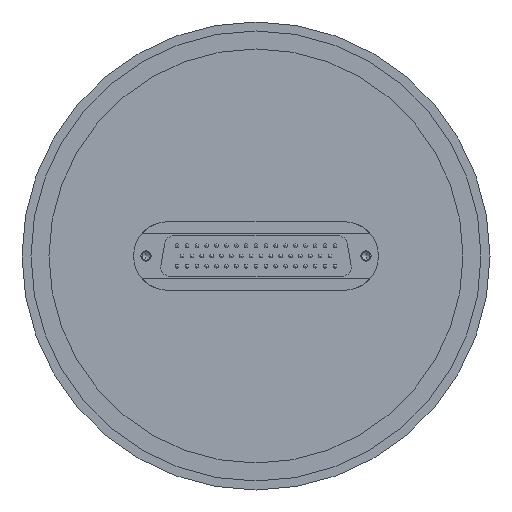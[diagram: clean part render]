
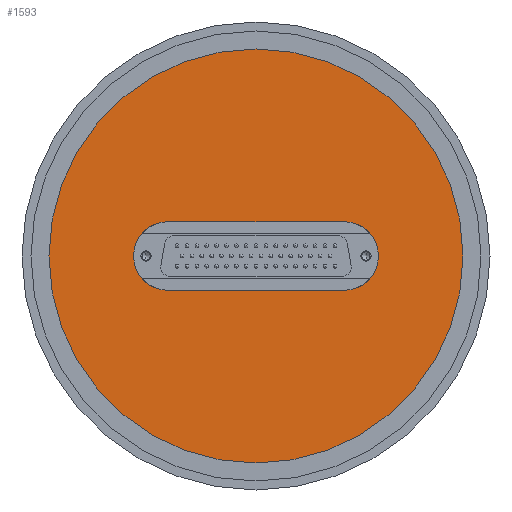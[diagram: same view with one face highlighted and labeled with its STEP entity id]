
A CAD part, front view. The second image highlights one B-rep face of the part: STEP entity #1593.
In plain terms, the highlighted planar face has unit normal (0, -1, 0).
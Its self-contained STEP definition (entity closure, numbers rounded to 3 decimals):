
#4 = FACE_BOUND ( 'NONE', #2629, .T. ) ;
#77 = EDGE_CURVE ( 'NONE', #3864, #4043, #1071, .T. ) ;
#227 = DIRECTION ( 'NONE',  ( 0., 0., -1. ) ) ;
#307 = EDGE_CURVE ( 'NONE', #990, #1745, #1866, .T. ) ;
#405 = CARTESIAN_POINT ( 'NONE',  ( 0., -12., 0. ) ) ;
#524 = FACE_OUTER_BOUND ( 'NONE', #1972, .T. ) ;
#819 = EDGE_CURVE ( 'NONE', #3531, #3864, #3758, .T. ) ;
#891 = VERTEX_POINT ( 'NONE', #1547 ) ;
#990 = VERTEX_POINT ( 'NONE', #1875 ) ;
#1051 = AXIS2_PLACEMENT_3D ( 'NONE', #405, #7314, #6151 ) ;
#1071 = LINE ( 'NONE', #1797, #7024 ) ;
#1222 = DIRECTION ( 'NONE',  ( 1., 0., 0. ) ) ;
#1298 = DIRECTION ( 'NONE',  ( 0., 0., 1. ) ) ;
#1345 = CARTESIAN_POINT ( 'NONE',  ( 24.5, -12., -9.5 ) ) ;
#1537 = DIRECTION ( 'NONE',  ( 0., 0., -1. ) ) ;
#1547 = CARTESIAN_POINT ( 'NONE',  ( 24.5, -12., -9.5 ) ) ;
#1593 = ADVANCED_FACE ( 'NONE', ( #4, #524 ), #6122, .T. ) ;
#1745 = VERTEX_POINT ( 'NONE', #3131 ) ;
#1756 = AXIS2_PLACEMENT_3D ( 'NONE', #7107, #3659, #227 ) ;
#1797 = CARTESIAN_POINT ( 'NONE',  ( 24.5, -12., 9.5 ) ) ;
#1866 = CIRCLE ( 'NONE', #1051, 57.5 ) ;
#1875 = CARTESIAN_POINT ( 'NONE',  ( 0., -12., -57.5 ) ) ;
#1972 = EDGE_LOOP ( 'NONE', ( #5323, #4426 ) ) ;
#2369 = EDGE_CURVE ( 'NONE', #891, #3531, #5356, .T. ) ;
#2438 = AXIS2_PLACEMENT_3D ( 'NONE', #3277, #5551, #1537 ) ;
#2629 = EDGE_LOOP ( 'NONE', ( #7307, #5879, #6446, #2691 ) ) ;
#2691 = ORIENTED_EDGE ( 'NONE', *, *, #77, .T. ) ;
#3127 = DIRECTION ( 'NONE',  ( 0., 1., 0. ) ) ;
#3131 = CARTESIAN_POINT ( 'NONE',  ( 0., -12., 57.5 ) ) ;
#3135 = EDGE_CURVE ( 'NONE', #4043, #891, #4724, .T. ) ;
#3277 = CARTESIAN_POINT ( 'NONE',  ( 0., -12., -57.5 ) ) ;
#3453 = CARTESIAN_POINT ( 'NONE',  ( 24.5, -12., 9.5 ) ) ;
#3531 = VERTEX_POINT ( 'NONE', #5215 ) ;
#3659 = DIRECTION ( 'NONE',  ( 0., -1., 0. ) ) ;
#3709 = CARTESIAN_POINT ( 'NONE',  ( 24.5, -12., 0. ) ) ;
#3758 = CIRCLE ( 'NONE', #5332, 9.5 ) ;
#3864 = VERTEX_POINT ( 'NONE', #6950 ) ;
#4043 = VERTEX_POINT ( 'NONE', #3453 ) ;
#4402 = DIRECTION ( 'NONE',  ( -1., 0., 0. ) ) ;
#4426 = ORIENTED_EDGE ( 'NONE', *, *, #5958, .T. ) ;
#4724 = CIRCLE ( 'NONE', #5402, 9.5 ) ;
#4781 = CIRCLE ( 'NONE', #1756, 57.5 ) ;
#4999 = VECTOR ( 'NONE', #4402, 1000. ) ;
#5215 = CARTESIAN_POINT ( 'NONE',  ( -24.5, -12., -9.5 ) ) ;
#5323 = ORIENTED_EDGE ( 'NONE', *, *, #307, .T. ) ;
#5332 = AXIS2_PLACEMENT_3D ( 'NONE', #6676, #6077, #6851 ) ;
#5356 = LINE ( 'NONE', #1345, #4999 ) ;
#5402 = AXIS2_PLACEMENT_3D ( 'NONE', #3709, #3127, #1298 ) ;
#5551 = DIRECTION ( 'NONE',  ( 0., -1., 0. ) ) ;
#5879 = ORIENTED_EDGE ( 'NONE', *, *, #2369, .T. ) ;
#5958 = EDGE_CURVE ( 'NONE', #1745, #990, #4781, .T. ) ;
#6077 = DIRECTION ( 'NONE',  ( 0., 1., 0. ) ) ;
#6122 = PLANE ( 'NONE',  #2438 ) ;
#6151 = DIRECTION ( 'NONE',  ( 0., 0., -1. ) ) ;
#6446 = ORIENTED_EDGE ( 'NONE', *, *, #819, .T. ) ;
#6676 = CARTESIAN_POINT ( 'NONE',  ( -24.5, -12., 0. ) ) ;
#6851 = DIRECTION ( 'NONE',  ( 0., 0., 1. ) ) ;
#6950 = CARTESIAN_POINT ( 'NONE',  ( -24.5, -12., 9.5 ) ) ;
#7024 = VECTOR ( 'NONE', #1222, 1000. ) ;
#7107 = CARTESIAN_POINT ( 'NONE',  ( 0., -12., 0. ) ) ;
#7307 = ORIENTED_EDGE ( 'NONE', *, *, #3135, .T. ) ;
#7314 = DIRECTION ( 'NONE',  ( 0., -1., 0. ) ) ;
